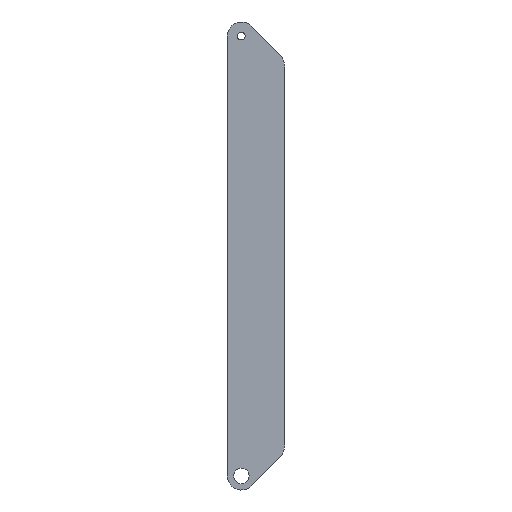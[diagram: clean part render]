
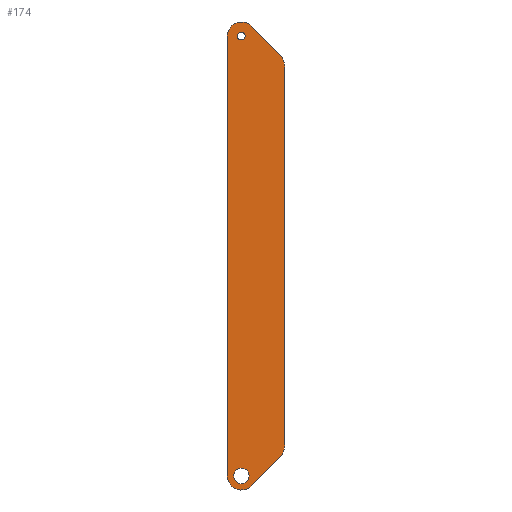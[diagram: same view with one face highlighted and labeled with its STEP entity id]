
A CAD part, front view. The second image highlights one B-rep face of the part: STEP entity #174.
In plain terms, the highlighted planar face has unit normal (0, -1, 0).
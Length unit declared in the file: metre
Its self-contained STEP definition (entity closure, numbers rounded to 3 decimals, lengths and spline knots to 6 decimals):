
#3 = EDGE_CURVE ( 'NONE', #406, #109, #229, .T. ) ;
#7 = CARTESIAN_POINT ( 'NONE',  ( 0.007349, 0., -0.071438 ) ) ;
#15 = ORIENTED_EDGE ( 'NONE', *, *, #414, .F. ) ;
#18 = AXIS2_PLACEMENT_3D ( 'NONE', #59, #228, #265 ) ;
#22 = CARTESIAN_POINT ( 'NONE',  ( 0.003306, 0., 0.001562 ) ) ;
#36 = EDGE_LOOP ( 'NONE', ( #303, #242 ) ) ;
#37 = CARTESIAN_POINT ( 'NONE',  ( 0.01442, 0., 0.074562 ) ) ;
#42 = ORIENTED_EDGE ( 'NONE', *, *, #255, .F. ) ;
#48 = CIRCLE ( 'NONE', #185, 0.003 ) ;
#49 = EDGE_CURVE ( 'NONE', #128, #80, #215, .T. ) ;
#55 = DIRECTION ( 'NONE',  ( 1., 0., 0. ) ) ;
#58 = FACE_BOUND ( 'NONE', #399, .T. ) ;
#59 = CARTESIAN_POINT ( 'NONE',  ( -0.002358, 0., -0.083438 ) ) ;
#68 = EDGE_CURVE ( 'NONE', #335, #378, #364, .T. ) ;
#71 = AXIS2_PLACEMENT_3D ( 'NONE', #241, #239, #479 ) ;
#73 = CARTESIAN_POINT ( 'NONE',  ( 0.001496, 0., -0.087292 ) ) ;
#77 = ORIENTED_EDGE ( 'NONE', *, *, #49, .F. ) ;
#80 = VERTEX_POINT ( 'NONE', #474 ) ;
#81 = CIRCLE ( 'NONE', #514, 0.0015 ) ;
#83 = ORIENTED_EDGE ( 'NONE', *, *, #202, .F. ) ;
#87 = CARTESIAN_POINT ( 'NONE',  ( 0.007349, 0., 0.074562 ) ) ;
#90 = CARTESIAN_POINT ( 'NONE',  ( 0.001496, 0., 0.090416 ) ) ;
#103 = DIRECTION ( 'NONE',  ( 1., 0., 0. ) ) ;
#104 = CIRCLE ( 'NONE', #71, 0.0015 ) ;
#107 = EDGE_CURVE ( 'NONE', #325, #512, #48, .T. ) ;
#108 = CARTESIAN_POINT ( 'NONE',  ( -0.002358, 0., -0.083438 ) ) ;
#109 = VERTEX_POINT ( 'NONE', #305 ) ;
#125 = CARTESIAN_POINT ( 'NONE',  ( 0.01442, 0., -0.071438 ) ) ;
#128 = VERTEX_POINT ( 'NONE', #472 ) ;
#148 = CARTESIAN_POINT ( 'NONE',  ( -0.002358, 0., -0.083438 ) ) ;
#149 = ORIENTED_EDGE ( 'NONE', *, *, #466, .F. ) ;
#150 = EDGE_CURVE ( 'NONE', #378, #495, #434, .T. ) ;
#152 = CARTESIAN_POINT ( 'NONE',  ( -0.005358, 0., -0.083438 ) ) ;
#159 = VERTEX_POINT ( 'NONE', #503 ) ;
#173 = LINE ( 'NONE', #90, #301 ) ;
#174 = ADVANCED_FACE ( 'NONE', ( #261, #421, #58 ), #383, .F. ) ;
#175 = ORIENTED_EDGE ( 'NONE', *, *, #230, .T. ) ;
#185 = AXIS2_PLACEMENT_3D ( 'NONE', #148, #470, #103 ) ;
#191 = ORIENTED_EDGE ( 'NONE', *, *, #3, .F. ) ;
#193 = DIRECTION ( 'NONE',  ( 0., 1., 0. ) ) ;
#198 = LINE ( 'NONE', #37, #331 ) ;
#201 = CARTESIAN_POINT ( 'NONE',  ( -0.000858, 0., 0.086562 ) ) ;
#202 = EDGE_CURVE ( 'NONE', #495, #159, #262, .T. ) ;
#206 = AXIS2_PLACEMENT_3D ( 'NONE', #282, #359, #233 ) ;
#210 = EDGE_CURVE ( 'NONE', #320, #488, #104, .T. ) ;
#215 = CIRCLE ( 'NONE', #347, 0.007071 ) ;
#217 = DIRECTION ( 'NONE',  ( 0., 1., 0. ) ) ;
#223 = DIRECTION ( 'NONE',  ( 0., 0., 1. ) ) ;
#224 = EDGE_CURVE ( 'NONE', #512, #325, #254, .T. ) ;
#228 = DIRECTION ( 'NONE',  ( 0., 1., 0. ) ) ;
#229 = CIRCLE ( 'NONE', #300, 0.007071 ) ;
#230 = EDGE_CURVE ( 'NONE', #488, #320, #81, .T. ) ;
#233 = DIRECTION ( 'NONE',  ( -1., 0., 0. ) ) ;
#239 = DIRECTION ( 'NONE',  ( 0., 1., 0. ) ) ;
#241 = CARTESIAN_POINT ( 'NONE',  ( -0.002358, 0., 0.086562 ) ) ;
#242 = ORIENTED_EDGE ( 'NONE', *, *, #107, .T. ) ;
#243 = CARTESIAN_POINT ( 'NONE',  ( 0.012349, 0., -0.076438 ) ) ;
#248 = CARTESIAN_POINT ( 'NONE',  ( -0.007808, 0., 0.086562 ) ) ;
#254 = CIRCLE ( 'NONE', #422, 0.003 ) ;
#255 = EDGE_CURVE ( 'NONE', #80, #406, #198, .T. ) ;
#257 = EDGE_LOOP ( 'NONE', ( #358, #332, #149, #191, #42, #77, #15, #83 ) ) ;
#261 = FACE_OUTER_BOUND ( 'NONE', #257, .T. ) ;
#262 = CIRCLE ( 'NONE', #206, 0.00545 ) ;
#265 = DIRECTION ( 'NONE',  ( 0.707, 0., -0.707 ) ) ;
#282 = CARTESIAN_POINT ( 'NONE',  ( -0.002358, 0., 0.086562 ) ) ;
#293 = DIRECTION ( 'NONE',  ( -0.707, 0., -0.707 ) ) ;
#300 = AXIS2_PLACEMENT_3D ( 'NONE', #7, #461, #55 ) ;
#301 = VECTOR ( 'NONE', #456, 1. ) ;
#302 = CARTESIAN_POINT ( 'NONE',  ( -0.007808, 0., -0.083438 ) ) ;
#303 = ORIENTED_EDGE ( 'NONE', *, *, #224, .T. ) ;
#305 = CARTESIAN_POINT ( 'NONE',  ( 0.012349, 0., -0.076438 ) ) ;
#307 = DIRECTION ( 'NONE',  ( 0., 1., 0. ) ) ;
#320 = VERTEX_POINT ( 'NONE', #201 ) ;
#324 = CARTESIAN_POINT ( 'NONE',  ( -0.002358, 0., 0.086562 ) ) ;
#325 = VERTEX_POINT ( 'NONE', #152 ) ;
#328 = CARTESIAN_POINT ( 'NONE',  ( -0.003858, 0., 0.086562 ) ) ;
#331 = VECTOR ( 'NONE', #400, 1. ) ;
#332 = ORIENTED_EDGE ( 'NONE', *, *, #68, .F. ) ;
#333 = LINE ( 'NONE', #243, #525 ) ;
#335 = VERTEX_POINT ( 'NONE', #73 ) ;
#347 = AXIS2_PLACEMENT_3D ( 'NONE', #87, #217, #409 ) ;
#358 = ORIENTED_EDGE ( 'NONE', *, *, #150, .F. ) ;
#359 = DIRECTION ( 'NONE',  ( 0., 1., 0. ) ) ;
#364 = CIRCLE ( 'NONE', #18, 0.00545 ) ;
#378 = VERTEX_POINT ( 'NONE', #302 ) ;
#383 = PLANE ( 'NONE',  #431 ) ;
#399 = EDGE_LOOP ( 'NONE', ( #445, #175 ) ) ;
#400 = DIRECTION ( 'NONE',  ( 0., 0., -1. ) ) ;
#406 = VERTEX_POINT ( 'NONE', #125 ) ;
#408 = CARTESIAN_POINT ( 'NONE',  ( 0.000642, 0., -0.083438 ) ) ;
#409 = DIRECTION ( 'NONE',  ( 0.707, 0., 0.707 ) ) ;
#414 = EDGE_CURVE ( 'NONE', #159, #128, #173, .T. ) ;
#421 = FACE_BOUND ( 'NONE', #36, .T. ) ;
#422 = AXIS2_PLACEMENT_3D ( 'NONE', #108, #513, #516 ) ;
#431 = AXIS2_PLACEMENT_3D ( 'NONE', #22, #307, #467 ) ;
#434 = LINE ( 'NONE', #502, #475 ) ;
#435 = DIRECTION ( 'NONE',  ( 1., 0., 0. ) ) ;
#445 = ORIENTED_EDGE ( 'NONE', *, *, #210, .T. ) ;
#456 = DIRECTION ( 'NONE',  ( 0.707, 0., -0.707 ) ) ;
#461 = DIRECTION ( 'NONE',  ( 0., 1., 0. ) ) ;
#466 = EDGE_CURVE ( 'NONE', #109, #335, #333, .T. ) ;
#467 = DIRECTION ( 'NONE',  ( 1., 0., 0. ) ) ;
#470 = DIRECTION ( 'NONE',  ( 0., 1., 0. ) ) ;
#472 = CARTESIAN_POINT ( 'NONE',  ( 0.012349, 0., 0.079562 ) ) ;
#474 = CARTESIAN_POINT ( 'NONE',  ( 0.01442, 0., 0.074562 ) ) ;
#475 = VECTOR ( 'NONE', #223, 1. ) ;
#479 = DIRECTION ( 'NONE',  ( 1., 0., 0. ) ) ;
#488 = VERTEX_POINT ( 'NONE', #328 ) ;
#495 = VERTEX_POINT ( 'NONE', #248 ) ;
#502 = CARTESIAN_POINT ( 'NONE',  ( -0.007808, 0., -0.083438 ) ) ;
#503 = CARTESIAN_POINT ( 'NONE',  ( 0.001496, 0., 0.090416 ) ) ;
#512 = VERTEX_POINT ( 'NONE', #408 ) ;
#513 = DIRECTION ( 'NONE',  ( 0., 1., 0. ) ) ;
#514 = AXIS2_PLACEMENT_3D ( 'NONE', #324, #193, #435 ) ;
#516 = DIRECTION ( 'NONE',  ( 1., 0., 0. ) ) ;
#525 = VECTOR ( 'NONE', #293, 1. ) ;
